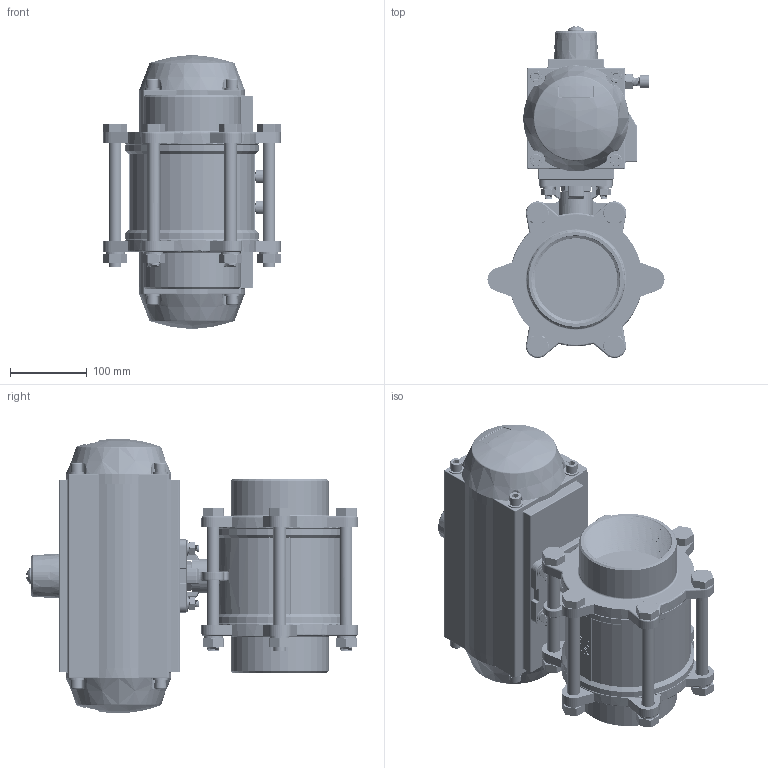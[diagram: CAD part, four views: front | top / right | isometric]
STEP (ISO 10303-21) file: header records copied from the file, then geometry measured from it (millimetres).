
FILE_DESCRIPTION (( 'STEP AP214' ), '1' );
FILE_NAME ('KD4.STEP', '2019-02-12T00:04:44', ( '' ), ( '' ), 'SwSTEP 2.0', 'SolidWorks 2016', '' );
FILE_SCHEMA (( 'AUTOMOTIVE_DESIGN' ));
Length unit declared in the file: millimetre
Products named in the file (1): KD4
Bounding box: 230.47 x 431.17 x 356.5 mm (x, y, z)
Volume: 10427075.9 mm3; surface area: 845187.5 mm2
Topology: 54 solids, 54 shells, 3286 faces, 8397 edges, 5245 vertices
Faces by surface type: cylinder 1575, plane 678, bspline 348, cone 313, torus 269, sphere 103
Entity records: 268407 total; most frequent: CARTESIAN_POINT 159384, ORIENTED_EDGE 16662, DIRECTION 13480, EDGE_CURVE 8331, AXIS2_PLACEMENT_3D 5303, VERTEX_POINT 5245, EDGE_LOOP 3472, UNCERTAINTY_MEASURE_WITH_UNIT 3342
